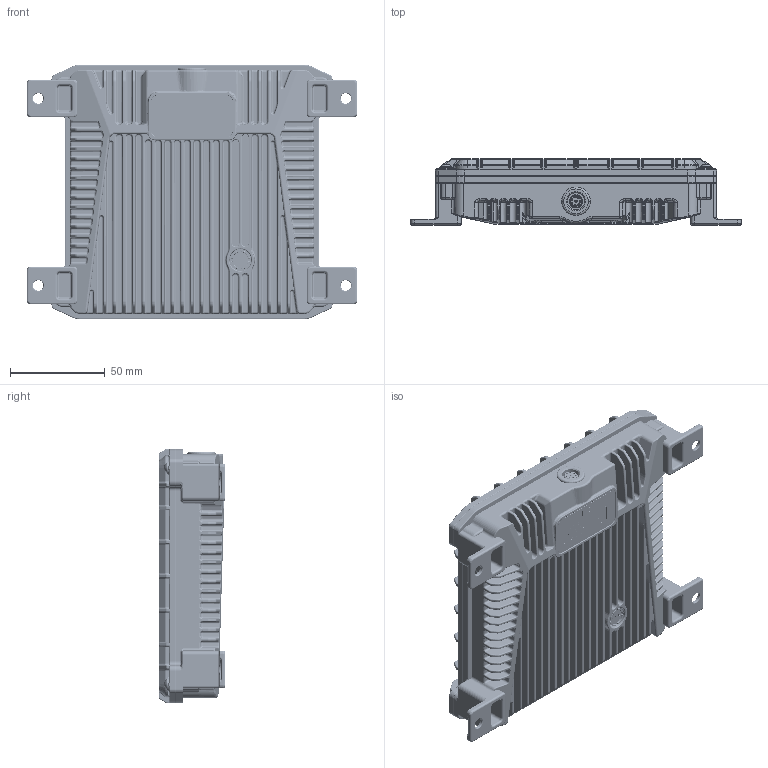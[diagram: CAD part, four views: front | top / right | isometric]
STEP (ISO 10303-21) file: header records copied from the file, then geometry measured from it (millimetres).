
FILE_DESCRIPTION((''),'2;1');
FILE_NAME('00_ULANDING_PRO_ASM','2023-01-28T',('qiwentao'),(''),'CREO PARAMETRIC BY PTC INC, 2015380','CREO PARAMETRIC BY PTC INC, 2015380','');
FILE_SCHEMA(('CONFIG_CONTROL_DESIGN'));
Products named in the file (9): 00_HF; 00_HF_ASM_ASM; 00_HR; 0904280008; LABLE; VV-M093-00-400; 00_HR_ASM_ASM; SCREW_M3X8; 00_ULANDING_PRO_ASM
Assembly tree (11 placements, depth 3):
  00_ULANDING_PRO_ASM
    00_HF_ASM_ASM
      00_HF
    00_HR_ASM_ASM
      00_HR
      0904280008
      LABLE
      VV-M093-00-400
    SCREW_M3X8  x4
Bounding box: 174 x 35 x 134 mm (x, y, z)
Volume: 246692 mm3; surface area: 163276.4 mm2
Topology: 9 solids, 9 shells, 5313 faces, 12792 edges, 7606 vertices
Faces by surface type: cylinder 2061, plane 1696, torus 846, bspline 593, sphere 71, cone 38, revolution 8
Entity records: 185457 total; most frequent: CARTESIAN_POINT 64832, DIRECTION 25711, ORIENTED_EDGE 25236, EDGE_CURVE 12618, AXIS2_PLACEMENT_3D 9549, VERTEX_POINT 7504, VECTOR 6611, LINE 6611
